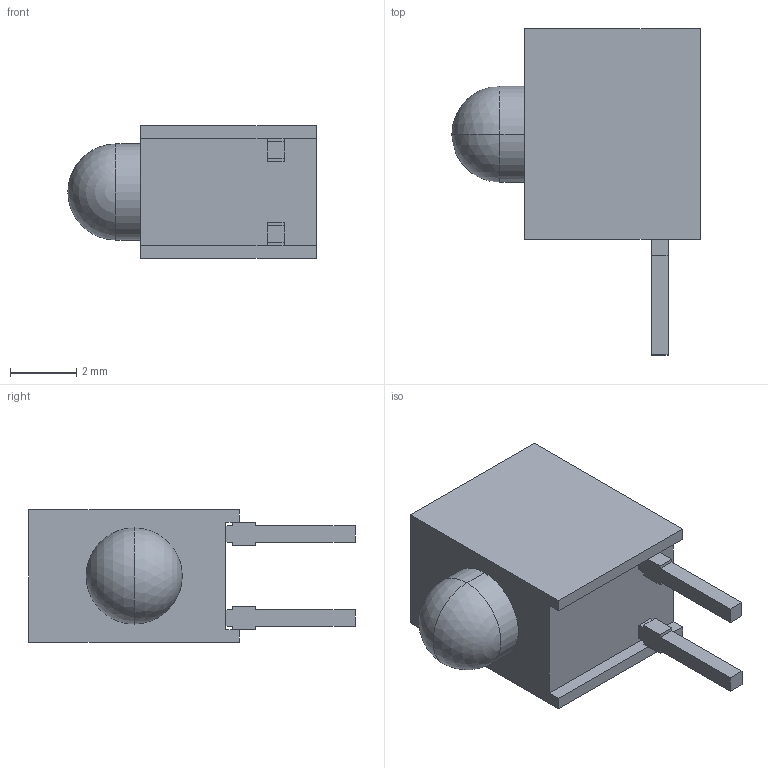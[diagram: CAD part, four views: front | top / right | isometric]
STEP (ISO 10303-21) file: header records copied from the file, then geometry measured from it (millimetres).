
FILE_DESCRIPTION (( 'STEP AP214' ), '1' );
FILE_NAME ('WP934AD_ID.STEP', '2023-04-14T22:11:43', ( '' ), ( '' ), 'SwSTEP 2.0', 'SolidWorks 2021', '' );
FILE_SCHEMA (( 'AUTOMOTIVE_DESIGN' ));
Length unit declared in the file: millimetre
Products named in the file (1): WP934AD_ID
Bounding box: 7.5 x 9.85 x 4 mm (x, y, z)
Volume: 141.2 mm3; surface area: 206.4 mm2
Topology: 4 solids, 4 shells, 43 faces, 108 edges, 71 vertices
Faces by surface type: plane 39, sphere 2, cylinder 2
Entity records: 1297 total; most frequent: CARTESIAN_POINT 217, ORIENTED_EDGE 208, DIRECTION 198, EDGE_CURVE 104, LINE 98, VECTOR 98, VERTEX_POINT 69, AXIS2_PLACEMENT_3D 50
